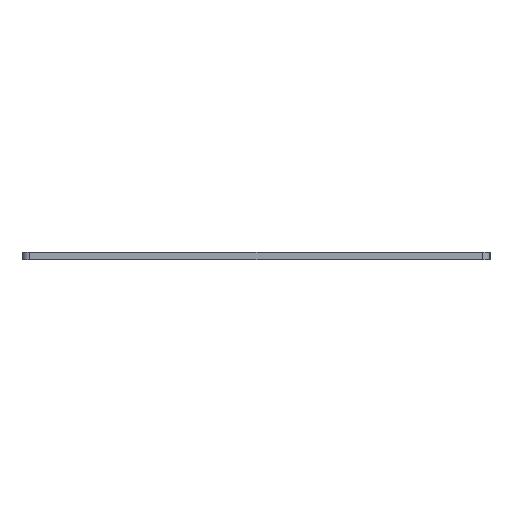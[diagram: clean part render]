
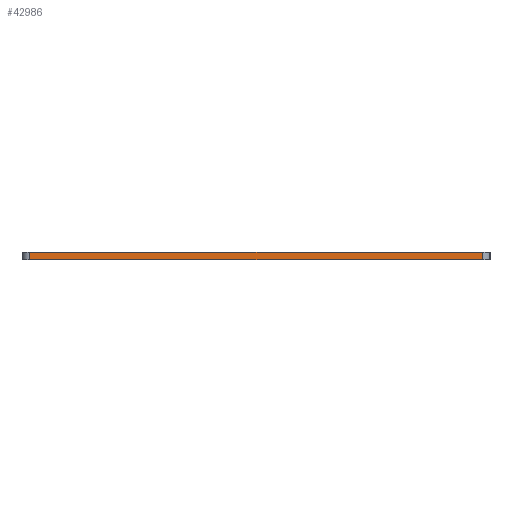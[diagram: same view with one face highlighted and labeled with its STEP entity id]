
A CAD part, left-side view. The second image highlights one B-rep face of the part: STEP entity #42986.
In plain terms, the highlighted planar face has unit normal (-1, 0, 0).
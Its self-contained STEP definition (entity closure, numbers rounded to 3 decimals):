
#83 = PLANE('',#84);
#84 = AXIS2_PLACEMENT_3D('',#85,#86,#87);
#85 = CARTESIAN_POINT('',(148.431,-96.838,1.6));
#86 = DIRECTION('',(0.,0.,-1.));
#87 = DIRECTION('',(-1.,0.,0.));
#111 = CYLINDRICAL_SURFACE('',#112,1.588);
#112 = AXIS2_PLACEMENT_3D('',#113,#114,#115);
#113 = CARTESIAN_POINT('',(-3.969,-144.463,0.));
#114 = DIRECTION('',(0.,0.,-1.));
#115 = DIRECTION('',(1.,0.,0.));
#137 = PLANE('',#138);
#138 = AXIS2_PLACEMENT_3D('',#139,#140,#141);
#139 = CARTESIAN_POINT('',(148.431,-96.838,0.));
#140 = DIRECTION('',(0.,0.,-1.));
#141 = DIRECTION('',(-1.,0.,0.));
#228 = EDGE_CURVE('',#229,#231,#233,.T.);
#229 = VERTEX_POINT('',#230);
#230 = CARTESIAN_POINT('',(-5.556,-144.463,0.));
#231 = VERTEX_POINT('',#232);
#232 = CARTESIAN_POINT('',(-5.556,-144.463,1.6));
#233 = SURFACE_CURVE('',#234,(#238,#245),.PCURVE_S1.);
#234 = LINE('',#235,#236);
#235 = CARTESIAN_POINT('',(-5.556,-144.463,0.));
#236 = VECTOR('',#237,1.);
#237 = DIRECTION('',(0.,0.,1.));
#238 = PCURVE('',#111,#239);
#239 = DEFINITIONAL_REPRESENTATION('',(#240),#244);
#240 = LINE('',#241,#242);
#241 = CARTESIAN_POINT('',(-3.142,0.));
#242 = VECTOR('',#243,1.);
#243 = DIRECTION('',(0.,-1.));
#244 = ( GEOMETRIC_REPRESENTATION_CONTEXT(2) 
PARAMETRIC_REPRESENTATION_CONTEXT() REPRESENTATION_CONTEXT('2D SPACE',''
  ) );
#245 = PCURVE('',#246,#251);
#246 = PLANE('',#247);
#247 = AXIS2_PLACEMENT_3D('',#248,#249,#250);
#248 = CARTESIAN_POINT('',(-5.556,-144.463,0.));
#249 = DIRECTION('',(-1.,0.,0.));
#250 = DIRECTION('',(0.,1.,0.));
#251 = DEFINITIONAL_REPRESENTATION('',(#252),#256);
#252 = LINE('',#253,#254);
#253 = CARTESIAN_POINT('',(0.,0.));
#254 = VECTOR('',#255,1.);
#255 = DIRECTION('',(0.,-1.));
#256 = ( GEOMETRIC_REPRESENTATION_CONTEXT(2) 
PARAMETRIC_REPRESENTATION_CONTEXT() REPRESENTATION_CONTEXT('2D SPACE',''
  ) );
#316 = EDGE_CURVE('',#229,#317,#319,.T.);
#317 = VERTEX_POINT('',#318);
#318 = CARTESIAN_POINT('',(-5.556,-49.213,0.));
#319 = SURFACE_CURVE('',#320,(#324,#331),.PCURVE_S1.);
#320 = LINE('',#321,#322);
#321 = CARTESIAN_POINT('',(-5.556,-144.463,0.));
#322 = VECTOR('',#323,1.);
#323 = DIRECTION('',(0.,1.,0.));
#324 = PCURVE('',#137,#325);
#325 = DEFINITIONAL_REPRESENTATION('',(#326),#330);
#326 = LINE('',#327,#328);
#327 = CARTESIAN_POINT('',(153.988,-47.625));
#328 = VECTOR('',#329,1.);
#329 = DIRECTION('',(0.,1.));
#330 = ( GEOMETRIC_REPRESENTATION_CONTEXT(2) 
PARAMETRIC_REPRESENTATION_CONTEXT() REPRESENTATION_CONTEXT('2D SPACE',''
  ) );
#331 = PCURVE('',#246,#332);
#332 = DEFINITIONAL_REPRESENTATION('',(#333),#337);
#333 = LINE('',#334,#335);
#334 = CARTESIAN_POINT('',(0.,0.));
#335 = VECTOR('',#336,1.);
#336 = DIRECTION('',(1.,0.));
#337 = ( GEOMETRIC_REPRESENTATION_CONTEXT(2) 
PARAMETRIC_REPRESENTATION_CONTEXT() REPRESENTATION_CONTEXT('2D SPACE',''
  ) );
#360 = CYLINDRICAL_SURFACE('',#361,1.588);
#361 = AXIS2_PLACEMENT_3D('',#362,#363,#364);
#362 = CARTESIAN_POINT('',(-3.969,-49.213,0.));
#363 = DIRECTION('',(0.,0.,-1.));
#364 = DIRECTION('',(1.,0.,0.));
#23278 = EDGE_CURVE('',#231,#23279,#23281,.T.);
#23279 = VERTEX_POINT('',#23280);
#23280 = CARTESIAN_POINT('',(-5.556,-49.213,1.6));
#23281 = SURFACE_CURVE('',#23282,(#23286,#23293),.PCURVE_S1.);
#23282 = LINE('',#23283,#23284);
#23283 = CARTESIAN_POINT('',(-5.556,-144.463,1.6));
#23284 = VECTOR('',#23285,1.);
#23285 = DIRECTION('',(0.,1.,0.));
#23286 = PCURVE('',#83,#23287);
#23287 = DEFINITIONAL_REPRESENTATION('',(#23288),#23292);
#23288 = LINE('',#23289,#23290);
#23289 = CARTESIAN_POINT('',(153.988,-47.625));
#23290 = VECTOR('',#23291,1.);
#23291 = DIRECTION('',(0.,1.));
#23292 = ( GEOMETRIC_REPRESENTATION_CONTEXT(2) 
PARAMETRIC_REPRESENTATION_CONTEXT() REPRESENTATION_CONTEXT('2D SPACE',''
  ) );
#23293 = PCURVE('',#246,#23294);
#23294 = DEFINITIONAL_REPRESENTATION('',(#23295),#23299);
#23295 = LINE('',#23296,#23297);
#23296 = CARTESIAN_POINT('',(0.,-1.6));
#23297 = VECTOR('',#23298,1.);
#23298 = DIRECTION('',(1.,0.));
#23299 = ( GEOMETRIC_REPRESENTATION_CONTEXT(2) 
PARAMETRIC_REPRESENTATION_CONTEXT() REPRESENTATION_CONTEXT('2D SPACE',''
  ) );
#42986 = ADVANCED_FACE('',(#42987),#246,.T.);
#42987 = FACE_BOUND('',#42988,.T.);
#42988 = EDGE_LOOP('',(#42989,#42990,#42991,#43012));
#42989 = ORIENTED_EDGE('',*,*,#228,.T.);
#42990 = ORIENTED_EDGE('',*,*,#23278,.T.);
#42991 = ORIENTED_EDGE('',*,*,#42992,.F.);
#42992 = EDGE_CURVE('',#317,#23279,#42993,.T.);
#42993 = SURFACE_CURVE('',#42994,(#42998,#43005),.PCURVE_S1.);
#42994 = LINE('',#42995,#42996);
#42995 = CARTESIAN_POINT('',(-5.556,-49.213,0.));
#42996 = VECTOR('',#42997,1.);
#42997 = DIRECTION('',(0.,0.,1.));
#42998 = PCURVE('',#246,#42999);
#42999 = DEFINITIONAL_REPRESENTATION('',(#43000),#43004);
#43000 = LINE('',#43001,#43002);
#43001 = CARTESIAN_POINT('',(95.25,0.));
#43002 = VECTOR('',#43003,1.);
#43003 = DIRECTION('',(0.,-1.));
#43004 = ( GEOMETRIC_REPRESENTATION_CONTEXT(2) 
PARAMETRIC_REPRESENTATION_CONTEXT() REPRESENTATION_CONTEXT('2D SPACE',''
  ) );
#43005 = PCURVE('',#360,#43006);
#43006 = DEFINITIONAL_REPRESENTATION('',(#43007),#43011);
#43007 = LINE('',#43008,#43009);
#43008 = CARTESIAN_POINT('',(-3.142,0.));
#43009 = VECTOR('',#43010,1.);
#43010 = DIRECTION('',(0.,-1.));
#43011 = ( GEOMETRIC_REPRESENTATION_CONTEXT(2) 
PARAMETRIC_REPRESENTATION_CONTEXT() REPRESENTATION_CONTEXT('2D SPACE',''
  ) );
#43012 = ORIENTED_EDGE('',*,*,#316,.F.);
